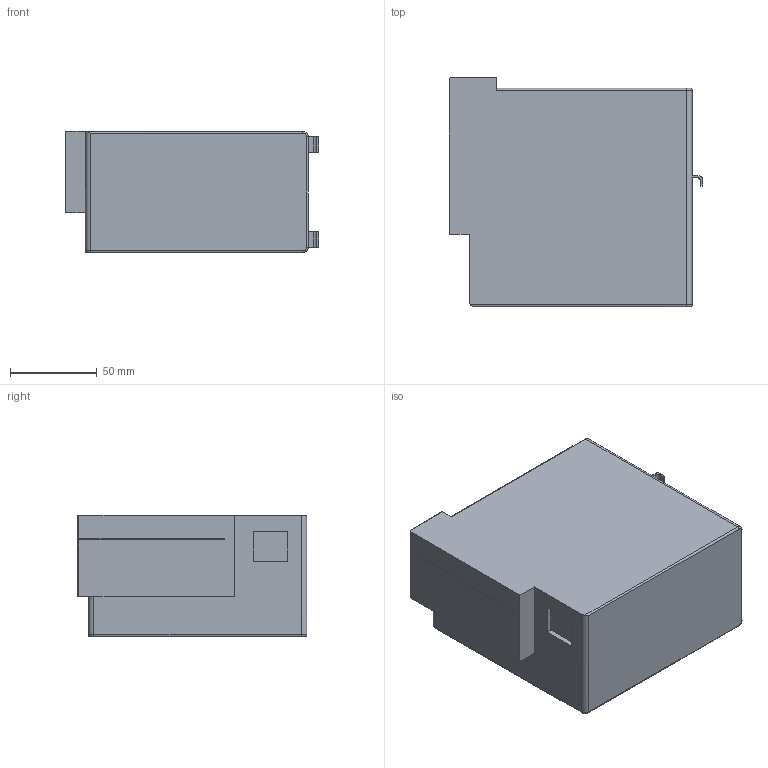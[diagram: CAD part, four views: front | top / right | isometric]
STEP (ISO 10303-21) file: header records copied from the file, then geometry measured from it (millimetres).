
FILE_DESCRIPTION((''),'2;1');
FILE_NAME('PRT0001_SW0003','2012-03-16T',('dhelisch'),(''),'PRO/ENGINEER BY PARAMETRIC TECHNOLOGY CORPORATION, 2007250','PRO/ENGINEER BY PARAMETRIC TECHNOLOGY CORPORATION, 2007250','');
FILE_SCHEMA(('CONFIG_CONTROL_DESIGN'));
Length unit declared in the file: millimetre
Products named in the file (1): PRT0001_SW0003
Bounding box: 146 x 132.5 x 70 mm (x, y, z)
Surface area: 71944.7 mm2 (no closed solid volume)
Topology: 0 solids, 1 shells, 60 faces, 157 edges, 103 vertices
Faces by surface type: plane 34, cylinder 19, torus 7
Entity records: 2395 total; most frequent: CARTESIAN_POINT 351, DIRECTION 311, ORIENTED_EDGE 304, EDGE_CURVE 152, VECTOR 109, LINE 109, AXIS2_PLACEMENT_3D 101, VERTEX_POINT 95
